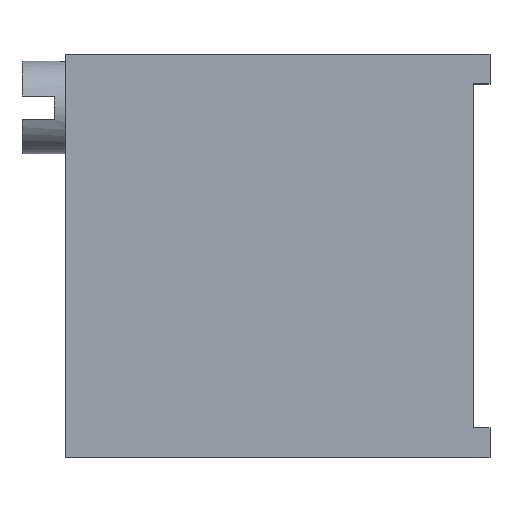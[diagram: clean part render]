
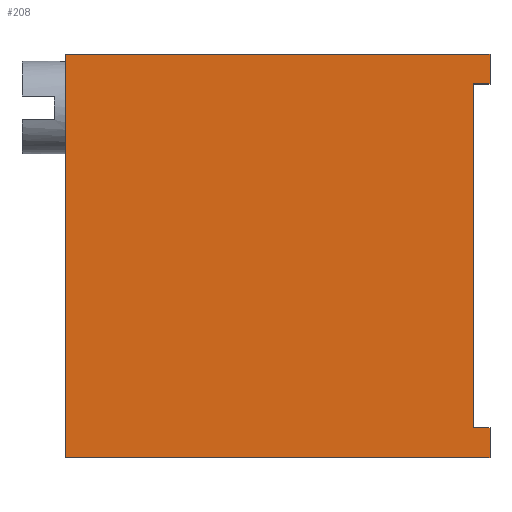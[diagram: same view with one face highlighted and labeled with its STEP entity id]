
A CAD part, top view. The second image highlights one B-rep face of the part: STEP entity #208.
In plain terms, the highlighted planar face has unit normal (0, 0, 1).
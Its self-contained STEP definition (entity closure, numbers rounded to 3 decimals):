
#13=DIRECTION('',(0.,0.,1.));
#117=DIRECTION('',(0.,1.,0.));
#154=VECTOR('',#117,1.);
#160=EDGE_CURVE('',#161,#163,#165,.T.);
#161=VERTEX_POINT('',#162);
#162=CARTESIAN_POINT('',(-4.8,-7.3,4.83));
#163=VERTEX_POINT('',#164);
#164=CARTESIAN_POINT('',(-4.8,2.23,4.83));
#165=LINE('',#162,#154);
#208=ADVANCED_FACE('',(#209),#252,.T.);
#209=FACE_BOUND('',#210,.T.);
#210=EDGE_LOOP('',(#211,#212,#220,#225,#231,#237,#243,#248));
#211=ORIENTED_EDGE('',*,*,#160,.F.);
#212=ORIENTED_EDGE('',*,*,#213,.T.);
#213=EDGE_CURVE('',#161,#214,#216,.T.);
#214=VERTEX_POINT('',#215);
#215=CARTESIAN_POINT('',(5.23,-7.3,4.83));
#216=LINE('',#217,#218);
#217=CARTESIAN_POINT('',(4.23,-7.3,4.83));
#218=VECTOR('',#219,1.);
#219=DIRECTION('',(1.,0.,0.));
#220=ORIENTED_EDGE('',*,*,#221,.T.);
#221=EDGE_CURVE('',#214,#222,#224,.T.);
#222=VERTEX_POINT('',#223);
#223=CARTESIAN_POINT('',(5.23,-6.6,4.83));
#224=LINE('',#215,#154);
#225=ORIENTED_EDGE('',*,*,#226,.F.);
#226=EDGE_CURVE('',#227,#222,#229,.T.);
#227=VERTEX_POINT('',#228);
#228=CARTESIAN_POINT('',(4.85,-6.6,4.83));
#229=LINE('',#230,#218);
#230=CARTESIAN_POINT('',(4.23,-6.6,4.83));
#231=ORIENTED_EDGE('',*,*,#232,.T.);
#232=EDGE_CURVE('',#227,#233,#235,.T.);
#233=VERTEX_POINT('',#234);
#234=CARTESIAN_POINT('',(4.85,1.53,4.83));
#235=LINE('',#236,#154);
#236=CARTESIAN_POINT('',(4.85,-7.3,4.83));
#237=ORIENTED_EDGE('',*,*,#238,.T.);
#238=EDGE_CURVE('',#233,#239,#241,.T.);
#239=VERTEX_POINT('',#240);
#240=CARTESIAN_POINT('',(5.23,1.53,4.83));
#241=LINE('',#242,#218);
#242=CARTESIAN_POINT('',(4.23,1.53,4.83));
#243=ORIENTED_EDGE('',*,*,#244,.T.);
#244=EDGE_CURVE('',#239,#245,#247,.T.);
#245=VERTEX_POINT('',#246);
#246=CARTESIAN_POINT('',(5.23,2.23,4.83));
#247=LINE('',#240,#154);
#248=ORIENTED_EDGE('',*,*,#249,.F.);
#249=EDGE_CURVE('',#163,#245,#250,.T.);
#250=LINE('',#251,#218);
#251=CARTESIAN_POINT('',(4.23,2.23,4.83));
#252=PLANE('',#253);
#253=AXIS2_PLACEMENT_3D('',#254,#13,#117);
#254=CARTESIAN_POINT('',(0.229,-2.535,4.83));
